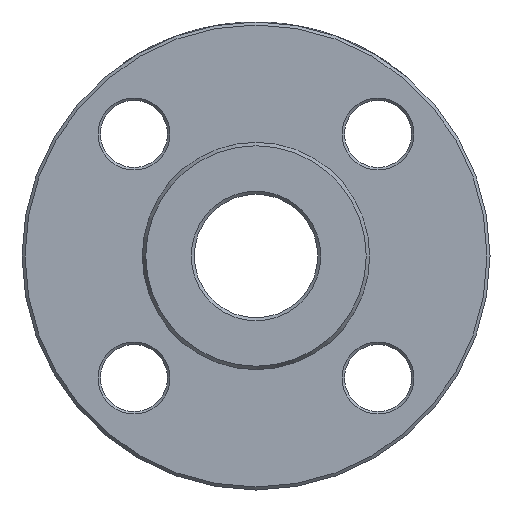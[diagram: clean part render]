
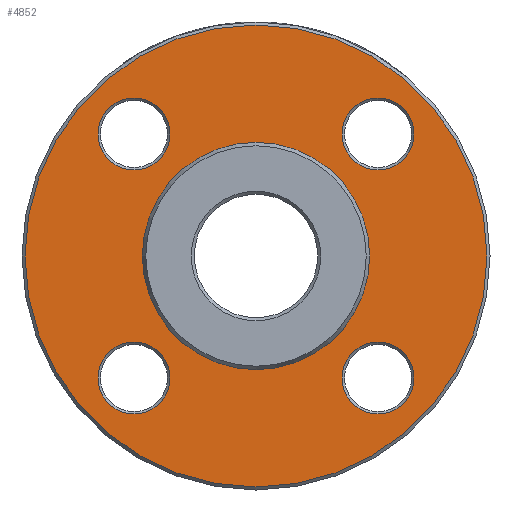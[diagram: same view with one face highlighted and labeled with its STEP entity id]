
A CAD part, left-side view. The second image highlights one B-rep face of the part: STEP entity #4852.
In plain terms, the highlighted planar face has unit normal (-1, 0, 0).
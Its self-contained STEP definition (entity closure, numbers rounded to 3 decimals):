
#59 = EDGE_LOOP ( 'NONE', ( #5110 ) ) ;
#103 = VERTEX_POINT ( 'NONE', #1990 ) ;
#318 = FACE_BOUND ( 'NONE', #5991, .T. ) ;
#461 = DIRECTION ( 'NONE',  ( 0., 0., 1. ) ) ;
#622 = AXIS2_PLACEMENT_3D ( 'NONE', #5162, #1807, #845 ) ;
#672 = ORIENTED_EDGE ( 'NONE', *, *, #795, .T. ) ;
#724 = CIRCLE ( 'NONE', #2599, 37.655 ) ;
#784 = FACE_BOUND ( 'NONE', #2383, .T. ) ;
#795 = EDGE_CURVE ( 'NONE', #1302, #1302, #815, .T. ) ;
#815 = CIRCLE ( 'NONE', #5396, 11.9 ) ;
#845 = DIRECTION ( 'NONE',  ( 0., 0., 1. ) ) ;
#902 = EDGE_CURVE ( 'NONE', #5655, #5655, #2508, .T. ) ;
#1187 = DIRECTION ( 'NONE',  ( 1., 0., 0. ) ) ;
#1201 = ORIENTED_EDGE ( 'NONE', *, *, #4312, .T. ) ;
#1302 = VERTEX_POINT ( 'NONE', #5622 ) ;
#1338 = VERTEX_POINT ( 'NONE', #3231 ) ;
#1387 = PLANE ( 'NONE',  #4438 ) ;
#1487 = CIRCLE ( 'NONE', #2752, 11.9 ) ;
#1807 = DIRECTION ( 'NONE',  ( 1., 0., 0. ) ) ;
#1946 = ORIENTED_EDGE ( 'NONE', *, *, #2236, .T. ) ;
#1990 = CARTESIAN_POINT ( 'NONE',  ( 2., -52.311, -40.411 ) ) ;
#2105 = CIRCLE ( 'NONE', #622, 11.9 ) ;
#2113 = CARTESIAN_POINT ( 'NONE',  ( 2., 0., 0. ) ) ;
#2236 = EDGE_CURVE ( 'NONE', #1338, #1338, #2105, .T. ) ;
#2278 = DIRECTION ( 'NONE',  ( 0., 1., 0. ) ) ;
#2353 = DIRECTION ( 'NONE',  ( -1., 0., 0. ) ) ;
#2383 = EDGE_LOOP ( 'NONE', ( #672 ) ) ;
#2508 = CIRCLE ( 'NONE', #3906, 76.5 ) ;
#2563 = CIRCLE ( 'NONE', #6125, 11.9 ) ;
#2599 = AXIS2_PLACEMENT_3D ( 'NONE', #5714, #2353, #461 ) ;
#2752 = AXIS2_PLACEMENT_3D ( 'NONE', #6050, #6020, #3603 ) ;
#2755 = EDGE_CURVE ( 'NONE', #2760, #2760, #724, .T. ) ;
#2760 = VERTEX_POINT ( 'NONE', #4651 ) ;
#2771 = DIRECTION ( 'NONE',  ( 1., 0., 0. ) ) ;
#2925 = DIRECTION ( 'NONE',  ( -1., 0., 0. ) ) ;
#3231 = CARTESIAN_POINT ( 'NONE',  ( 2., -40.411, 52.311 ) ) ;
#3274 = CARTESIAN_POINT ( 'NONE',  ( 2., 37.655, 0. ) ) ;
#3469 = EDGE_LOOP ( 'NONE', ( #5005 ) ) ;
#3569 = DIRECTION ( 'NONE',  ( 0., 0., -1. ) ) ;
#3603 = DIRECTION ( 'NONE',  ( 0., -1., 0. ) ) ;
#3611 = CARTESIAN_POINT ( 'NONE',  ( 2., 40.411, 40.411 ) ) ;
#3675 = FACE_BOUND ( 'NONE', #3469, .T. ) ;
#3906 = AXIS2_PLACEMENT_3D ( 'NONE', #2113, #2925, #5902 ) ;
#4070 = DIRECTION ( 'NONE',  ( 1., 0., 0. ) ) ;
#4132 = FACE_BOUND ( 'NONE', #4480, .T. ) ;
#4312 = EDGE_CURVE ( 'NONE', #103, #103, #1487, .T. ) ;
#4374 = CARTESIAN_POINT ( 'NONE',  ( 2., 52.311, 40.411 ) ) ;
#4432 = VERTEX_POINT ( 'NONE', #4374 ) ;
#4438 = AXIS2_PLACEMENT_3D ( 'NONE', #3274, #4070, #4534 ) ;
#4480 = EDGE_LOOP ( 'NONE', ( #1946 ) ) ;
#4534 = DIRECTION ( 'NONE',  ( 0., 0., -1. ) ) ;
#4628 = FACE_BOUND ( 'NONE', #5744, .T. ) ;
#4651 = CARTESIAN_POINT ( 'NONE',  ( 2., 0., 37.655 ) ) ;
#4747 = CARTESIAN_POINT ( 'NONE',  ( 2., 0., -76.5 ) ) ;
#4852 = ADVANCED_FACE ( 'NONE', ( #318, #4132, #3675, #784, #5968, #4628 ), #1387, .F. ) ;
#4922 = EDGE_CURVE ( 'NONE', #4432, #4432, #2563, .T. ) ;
#5005 = ORIENTED_EDGE ( 'NONE', *, *, #4922, .T. ) ;
#5110 = ORIENTED_EDGE ( 'NONE', *, *, #902, .T. ) ;
#5162 = CARTESIAN_POINT ( 'NONE',  ( 2., -40.411, 40.411 ) ) ;
#5396 = AXIS2_PLACEMENT_3D ( 'NONE', #5490, #1187, #3569 ) ;
#5490 = CARTESIAN_POINT ( 'NONE',  ( 2., 40.411, -40.411 ) ) ;
#5622 = CARTESIAN_POINT ( 'NONE',  ( 2., 40.411, -52.311 ) ) ;
#5636 = ORIENTED_EDGE ( 'NONE', *, *, #2755, .F. ) ;
#5655 = VERTEX_POINT ( 'NONE', #4747 ) ;
#5714 = CARTESIAN_POINT ( 'NONE',  ( 2., 0., 0. ) ) ;
#5744 = EDGE_LOOP ( 'NONE', ( #5636 ) ) ;
#5902 = DIRECTION ( 'NONE',  ( 0., 0., -1. ) ) ;
#5968 = FACE_OUTER_BOUND ( 'NONE', #59, .T. ) ;
#5991 = EDGE_LOOP ( 'NONE', ( #1201 ) ) ;
#6020 = DIRECTION ( 'NONE',  ( 1., 0., 0. ) ) ;
#6050 = CARTESIAN_POINT ( 'NONE',  ( 2., -40.411, -40.411 ) ) ;
#6125 = AXIS2_PLACEMENT_3D ( 'NONE', #3611, #2771, #2278 ) ;
